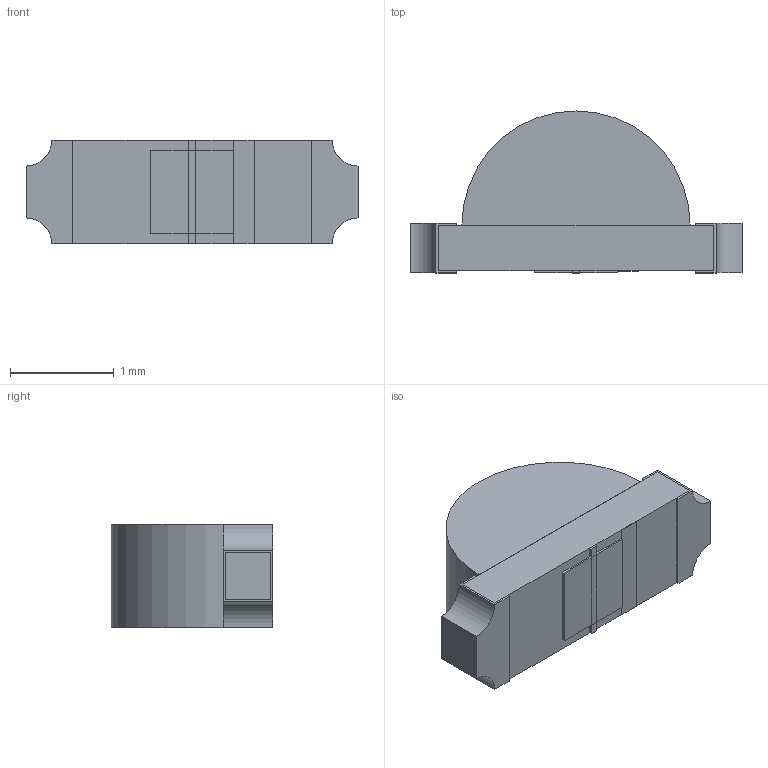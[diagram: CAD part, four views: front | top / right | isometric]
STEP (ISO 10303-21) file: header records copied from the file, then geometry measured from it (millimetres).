
FILE_DESCRIPTION(('FreeCAD Model'),'2;1');
FILE_NAME('Open CASCADE Shape Model','2022-12-01T13:22:31',( 'kicad StepUp'),('ksu MCAD'),'Open CASCADE STEP processor 7.6', 'FreeCAD','Unknown');
FILE_SCHEMA(('AUTOMOTIVE_DESIGN { 1 0 10303 214 1 1 1 1 }'));
Length unit declared in the file: millimetre
Products named in the file (1): LED_XINGLIGHT_1204_3210Metric_SideView
Bounding box: 3.2 x 1.56 x 1 mm (x, y, z)
Volume: 3.3 mm3; surface area: 19.3 mm2
Topology: 2 solids, 2 shells, 54 faces, 142 edges, 94 vertices
Faces by surface type: plane 49, cylinder 5
Entity records: 2058 total; most frequent: CARTESIAN_POINT 291, ORIENTED_EDGE 284, DIRECTION 262, EDGE_CURVE 142, LINE 132, VECTOR 132, VERTEX_POINT 94, AXIS2_PLACEMENT_3D 65
